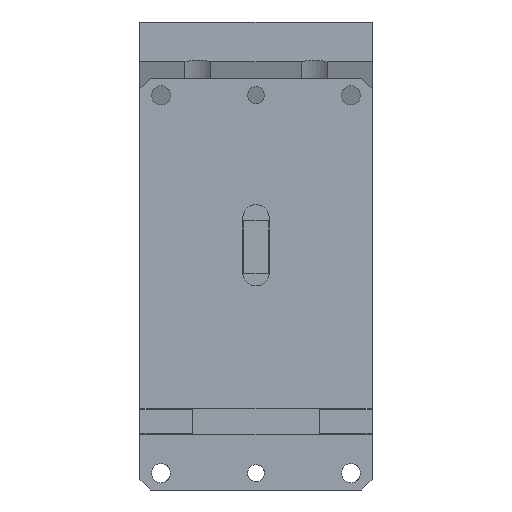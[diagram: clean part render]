
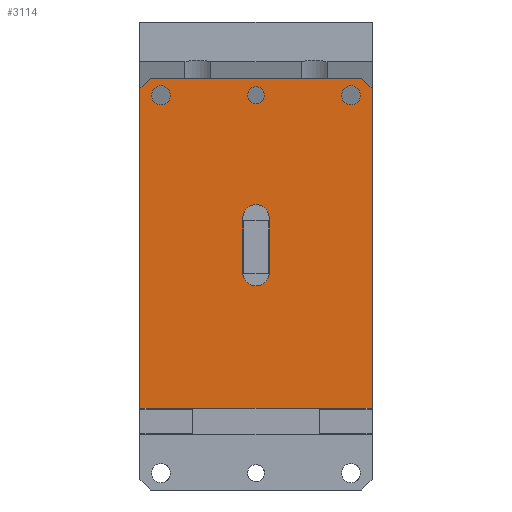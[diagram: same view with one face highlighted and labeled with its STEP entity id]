
A CAD part, front view. The second image highlights one B-rep face of the part: STEP entity #3114.
In plain terms, the highlighted planar face has unit normal (0, -1, 0).
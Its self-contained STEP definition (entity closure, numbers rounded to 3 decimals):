
#709=CARTESIAN_POINT('Vertex',(110.,-148.785,-347.148)) ;
#714=CARTESIAN_POINT('Line Origine',(85.,-148.785,-347.148)) ;
#718=CARTESIAN_POINT('Vertex',(60.,-148.785,-347.148)) ;
#878=CARTESIAN_POINT('Line Origine',(0.,-148.785,-347.148)) ;
#882=CARTESIAN_POINT('Vertex',(-60.,-148.785,-347.148)) ;
#902=CARTESIAN_POINT('Line Origine',(-12.419,-148.785,-220.648)) ;
#906=CARTESIAN_POINT('Vertex',(-12.5,-148.785,-220.648)) ;
#908=CARTESIAN_POINT('Vertex',(-12.339,-148.785,-220.648)) ;
#942=CARTESIAN_POINT('Axis2P3D Location',(0.,-148.785,-218.648)) ;
#946=CARTESIAN_POINT('Vertex',(12.339,-148.785,-220.648)) ;
#975=CARTESIAN_POINT('Line Origine',(12.419,-148.785,-220.648)) ;
#979=CARTESIAN_POINT('Vertex',(12.5,-148.785,-220.648)) ;
#1005=CARTESIAN_POINT('Vertex',(12.5,-148.785,-219.648)) ;
#1013=CARTESIAN_POINT('Line Origine',(12.5,-148.785,-220.148)) ;
#1031=CARTESIAN_POINT('Vertex',(12.5,-148.785,-169.648)) ;
#1034=CARTESIAN_POINT('Line Origine',(12.5,-148.785,-168.148)) ;
#1038=CARTESIAN_POINT('Vertex',(12.5,-148.785,-166.648)) ;
#1072=CARTESIAN_POINT('Axis2P3D Location',(0.,-148.785,-166.648)) ;
#1076=CARTESIAN_POINT('Vertex',(0.,-148.785,-154.148)) ;
#1096=CARTESIAN_POINT('Axis2P3D Location',(0.,-148.785,-166.648)) ;
#1100=CARTESIAN_POINT('Vertex',(-12.5,-148.785,-166.648)) ;
#1133=CARTESIAN_POINT('Vertex',(-12.5,-148.785,-169.648)) ;
#1141=CARTESIAN_POINT('Line Origine',(-12.5,-148.785,-168.148)) ;
#1173=CARTESIAN_POINT('Line Origine',(-12.5,-148.785,-194.648)) ;
#1177=CARTESIAN_POINT('Vertex',(-12.5,-148.785,-219.648)) ;
#1206=CARTESIAN_POINT('Line Origine',(12.5,-148.785,-194.648)) ;
#1367=CARTESIAN_POINT('Line Origine',(-12.5,-148.785,-220.148)) ;
#2390=CARTESIAN_POINT('Line Origine',(-105.,-148.785,-39.648)) ;
#2394=CARTESIAN_POINT('Vertex',(-110.,-148.785,-44.648)) ;
#2396=CARTESIAN_POINT('Vertex',(-100.,-148.785,-34.648)) ;
#2436=CARTESIAN_POINT('Vertex',(100.,-148.785,-34.648)) ;
#2444=CARTESIAN_POINT('Line Origine',(0.,-148.785,-34.648)) ;
#2461=CARTESIAN_POINT('Line Origine',(105.,-148.785,-39.648)) ;
#2465=CARTESIAN_POINT('Vertex',(110.,-148.785,-44.648)) ;
#2498=CARTESIAN_POINT('Vertex',(0.,-148.785,-42.648)) ;
#2512=CARTESIAN_POINT('Vertex',(0.,-148.785,-58.648)) ;
#2515=CARTESIAN_POINT('Axis2P3D Location',(0.,-148.785,-50.648)) ;
#2537=CARTESIAN_POINT('Axis2P3D Location',(0.,-148.785,-50.648)) ;
#2672=CARTESIAN_POINT('Vertex',(-90.,-148.785,-41.648)) ;
#2686=CARTESIAN_POINT('Vertex',(-90.,-148.785,-59.648)) ;
#2689=CARTESIAN_POINT('Axis2P3D Location',(-90.,-148.785,-50.648)) ;
#2711=CARTESIAN_POINT('Axis2P3D Location',(-90.,-148.785,-50.648)) ;
#2992=CARTESIAN_POINT('Vertex',(90.,-148.785,-41.648)) ;
#3006=CARTESIAN_POINT('Vertex',(90.,-148.785,-59.648)) ;
#3009=CARTESIAN_POINT('Axis2P3D Location',(90.,-148.785,-50.648)) ;
#3045=CARTESIAN_POINT('Axis2P3D Location',(90.,-148.785,-50.648)) ;
#3057=CARTESIAN_POINT('Axis2P3D Location',(110.,-148.785,-34.648)) ;
#3062=CARTESIAN_POINT('Line Origine',(-110.,-148.785,-195.898)) ;
#3066=CARTESIAN_POINT('Vertex',(-110.,-148.785,-347.148)) ;
#3069=CARTESIAN_POINT('Line Origine',(-85.,-148.785,-347.148)) ;
#3074=CARTESIAN_POINT('Line Origine',(110.,-148.785,-195.898)) ;
#715=DIRECTION('Vector Direction',(-1.,0.,0.)) ;
#879=DIRECTION('Vector Direction',(-1.,0.,0.)) ;
#903=DIRECTION('Vector Direction',(1.,0.,0.)) ;
#943=DIRECTION('Axis2P3D Direction',(0.,-1.,0.)) ;
#976=DIRECTION('Vector Direction',(1.,0.,0.)) ;
#1014=DIRECTION('Vector Direction',(0.,0.,1.)) ;
#1035=DIRECTION('Vector Direction',(0.,0.,1.)) ;
#1073=DIRECTION('Axis2P3D Direction',(0.,-1.,0.)) ;
#1097=DIRECTION('Axis2P3D Direction',(0.,-1.,0.)) ;
#1142=DIRECTION('Vector Direction',(0.,0.,-1.)) ;
#1174=DIRECTION('Vector Direction',(0.,0.,-1.)) ;
#1207=DIRECTION('Vector Direction',(0.,0.,1.)) ;
#1368=DIRECTION('Vector Direction',(0.,0.,-1.)) ;
#2391=DIRECTION('Vector Direction',(0.707,0.,0.707)) ;
#2445=DIRECTION('Vector Direction',(1.,0.,0.)) ;
#2462=DIRECTION('Vector Direction',(0.707,0.,-0.707)) ;
#2516=DIRECTION('Axis2P3D Direction',(0.,-1.,0.)) ;
#2538=DIRECTION('Axis2P3D Direction',(0.,-1.,0.)) ;
#2690=DIRECTION('Axis2P3D Direction',(0.,-1.,0.)) ;
#2712=DIRECTION('Axis2P3D Direction',(0.,-1.,0.)) ;
#3010=DIRECTION('Axis2P3D Direction',(0.,-1.,0.)) ;
#3046=DIRECTION('Axis2P3D Direction',(0.,-1.,0.)) ;
#3058=DIRECTION('Axis2P3D Direction',(0.,1.,0.)) ;
#3059=DIRECTION('Axis2P3D XDirection',(0.,0.,1.)) ;
#3063=DIRECTION('Vector Direction',(0.,0.,-1.)) ;
#3070=DIRECTION('Vector Direction',(-1.,0.,0.)) ;
#3075=DIRECTION('Vector Direction',(0.,0.,-1.)) ;
#944=AXIS2_PLACEMENT_3D('Circle Axis2P3D',#942,#943,$) ;
#1074=AXIS2_PLACEMENT_3D('Circle Axis2P3D',#1072,#1073,$) ;
#1098=AXIS2_PLACEMENT_3D('Circle Axis2P3D',#1096,#1097,$) ;
#2517=AXIS2_PLACEMENT_3D('Circle Axis2P3D',#2515,#2516,$) ;
#2539=AXIS2_PLACEMENT_3D('Circle Axis2P3D',#2537,#2538,$) ;
#2691=AXIS2_PLACEMENT_3D('Circle Axis2P3D',#2689,#2690,$) ;
#2713=AXIS2_PLACEMENT_3D('Circle Axis2P3D',#2711,#2712,$) ;
#3011=AXIS2_PLACEMENT_3D('Circle Axis2P3D',#3009,#3010,$) ;
#3047=AXIS2_PLACEMENT_3D('Circle Axis2P3D',#3045,#3046,$) ;
#3060=AXIS2_PLACEMENT_3D('Plane Axis2P3D',#3057,#3058,#3059) ;
#3080=ORIENTED_EDGE('',*,*,#2448,.F.) ;
#3081=ORIENTED_EDGE('',*,*,#2398,.F.) ;
#3082=ORIENTED_EDGE('',*,*,#3068,.T.) ;
#3083=ORIENTED_EDGE('',*,*,#3073,.T.) ;
#3084=ORIENTED_EDGE('',*,*,#884,.T.) ;
#3085=ORIENTED_EDGE('',*,*,#720,.T.) ;
#3086=ORIENTED_EDGE('',*,*,#3078,.F.) ;
#3087=ORIENTED_EDGE('',*,*,#2467,.F.) ;
#3090=ORIENTED_EDGE('',*,*,#1371,.F.) ;
#3091=ORIENTED_EDGE('',*,*,#1179,.F.) ;
#3092=ORIENTED_EDGE('',*,*,#1145,.F.) ;
#3093=ORIENTED_EDGE('',*,*,#1102,.F.) ;
#3094=ORIENTED_EDGE('',*,*,#1078,.F.) ;
#3095=ORIENTED_EDGE('',*,*,#1040,.F.) ;
#3096=ORIENTED_EDGE('',*,*,#1210,.F.) ;
#3097=ORIENTED_EDGE('',*,*,#1017,.F.) ;
#3098=ORIENTED_EDGE('',*,*,#981,.F.) ;
#3099=ORIENTED_EDGE('',*,*,#948,.T.) ;
#3100=ORIENTED_EDGE('',*,*,#910,.F.) ;
#3103=ORIENTED_EDGE('',*,*,#2715,.F.) ;
#3104=ORIENTED_EDGE('',*,*,#2693,.F.) ;
#3107=ORIENTED_EDGE('',*,*,#2541,.F.) ;
#3108=ORIENTED_EDGE('',*,*,#2519,.F.) ;
#3111=ORIENTED_EDGE('',*,*,#3049,.F.) ;
#3112=ORIENTED_EDGE('',*,*,#3013,.F.) ;
#3101=FACE_BOUND('',#3089,.T.) ;
#3105=FACE_BOUND('',#3102,.T.) ;
#3109=FACE_BOUND('',#3106,.T.) ;
#3113=FACE_BOUND('',#3110,.T.) ;
#716=VECTOR('Line Direction',#715,1.) ;
#880=VECTOR('Line Direction',#879,1.) ;
#904=VECTOR('Line Direction',#903,1.) ;
#977=VECTOR('Line Direction',#976,1.) ;
#1015=VECTOR('Line Direction',#1014,1.) ;
#1036=VECTOR('Line Direction',#1035,1.) ;
#1143=VECTOR('Line Direction',#1142,1.) ;
#1175=VECTOR('Line Direction',#1174,1.) ;
#1208=VECTOR('Line Direction',#1207,1.) ;
#1369=VECTOR('Line Direction',#1368,1.) ;
#2392=VECTOR('Line Direction',#2391,1.) ;
#2446=VECTOR('Line Direction',#2445,1.) ;
#2463=VECTOR('Line Direction',#2462,1.) ;
#3064=VECTOR('Line Direction',#3063,1.) ;
#3071=VECTOR('Line Direction',#3070,1.) ;
#3076=VECTOR('Line Direction',#3075,1.) ;
#3114=ADVANCED_FACE('CAM HOLDER',(#3088,#3101,#3105,#3109,#3113),#3061,.F.) ;
#945=CIRCLE('generated circle',#944,12.5) ;
#1075=CIRCLE('generated circle',#1074,12.5) ;
#1099=CIRCLE('generated circle',#1098,12.5) ;
#2518=CIRCLE('generated circle',#2517,8.) ;
#2540=CIRCLE('generated circle',#2539,8.) ;
#2692=CIRCLE('generated circle',#2691,9.) ;
#2714=CIRCLE('generated circle',#2713,9.) ;
#3012=CIRCLE('generated circle',#3011,9.) ;
#3048=CIRCLE('generated circle',#3047,9.) ;
#720=EDGE_CURVE('',#719,#710,#717,.F.) ;
#884=EDGE_CURVE('',#883,#719,#881,.F.) ;
#910=EDGE_CURVE('',#907,#909,#905,.T.) ;
#948=EDGE_CURVE('',#947,#909,#945,.F.) ;
#981=EDGE_CURVE('',#947,#980,#978,.T.) ;
#1017=EDGE_CURVE('',#980,#1006,#1016,.T.) ;
#1040=EDGE_CURVE('',#1032,#1039,#1037,.T.) ;
#1078=EDGE_CURVE('',#1039,#1077,#1075,.T.) ;
#1102=EDGE_CURVE('',#1077,#1101,#1099,.T.) ;
#1145=EDGE_CURVE('',#1101,#1134,#1144,.T.) ;
#1179=EDGE_CURVE('',#1134,#1178,#1176,.T.) ;
#1210=EDGE_CURVE('',#1006,#1032,#1209,.T.) ;
#1371=EDGE_CURVE('',#1178,#907,#1370,.T.) ;
#2398=EDGE_CURVE('',#2395,#2397,#2393,.T.) ;
#2448=EDGE_CURVE('',#2397,#2437,#2447,.T.) ;
#2467=EDGE_CURVE('',#2437,#2466,#2464,.T.) ;
#2519=EDGE_CURVE('',#2513,#2499,#2518,.T.) ;
#2541=EDGE_CURVE('',#2499,#2513,#2540,.T.) ;
#2693=EDGE_CURVE('',#2687,#2673,#2692,.T.) ;
#2715=EDGE_CURVE('',#2673,#2687,#2714,.T.) ;
#3013=EDGE_CURVE('',#3007,#2993,#3012,.T.) ;
#3049=EDGE_CURVE('',#2993,#3007,#3048,.T.) ;
#3068=EDGE_CURVE('',#2395,#3067,#3065,.T.) ;
#3073=EDGE_CURVE('',#3067,#883,#3072,.F.) ;
#3078=EDGE_CURVE('',#2466,#710,#3077,.T.) ;
#3079=EDGE_LOOP('',(#3080,#3081,#3082,#3083,#3084,#3085,#3086,#3087)) ;
#3089=EDGE_LOOP('',(#3090,#3091,#3092,#3093,#3094,#3095,#3096,#3097,#3098,#3099,#3100)) ;
#3102=EDGE_LOOP('',(#3103,#3104)) ;
#3106=EDGE_LOOP('',(#3107,#3108)) ;
#3110=EDGE_LOOP('',(#3111,#3112)) ;
#3088=FACE_OUTER_BOUND('',#3079,.T.) ;
#717=LINE('Line',#714,#716) ;
#881=LINE('Line',#878,#880) ;
#905=LINE('Line',#902,#904) ;
#978=LINE('Line',#975,#977) ;
#1016=LINE('Line',#1013,#1015) ;
#1037=LINE('Line',#1034,#1036) ;
#1144=LINE('Line',#1141,#1143) ;
#1176=LINE('Line',#1173,#1175) ;
#1209=LINE('Line',#1206,#1208) ;
#1370=LINE('Line',#1367,#1369) ;
#2393=LINE('Line',#2390,#2392) ;
#2447=LINE('Line',#2444,#2446) ;
#2464=LINE('Line',#2461,#2463) ;
#3065=LINE('Line',#3062,#3064) ;
#3072=LINE('Line',#3069,#3071) ;
#3077=LINE('Line',#3074,#3076) ;
#3061=PLANE('Plane',#3060) ;
#710=VERTEX_POINT('',#709) ;
#719=VERTEX_POINT('',#718) ;
#883=VERTEX_POINT('',#882) ;
#907=VERTEX_POINT('',#906) ;
#909=VERTEX_POINT('',#908) ;
#947=VERTEX_POINT('',#946) ;
#980=VERTEX_POINT('',#979) ;
#1006=VERTEX_POINT('',#1005) ;
#1032=VERTEX_POINT('',#1031) ;
#1039=VERTEX_POINT('',#1038) ;
#1077=VERTEX_POINT('',#1076) ;
#1101=VERTEX_POINT('',#1100) ;
#1134=VERTEX_POINT('',#1133) ;
#1178=VERTEX_POINT('',#1177) ;
#2395=VERTEX_POINT('',#2394) ;
#2397=VERTEX_POINT('',#2396) ;
#2437=VERTEX_POINT('',#2436) ;
#2466=VERTEX_POINT('',#2465) ;
#2499=VERTEX_POINT('',#2498) ;
#2513=VERTEX_POINT('',#2512) ;
#2673=VERTEX_POINT('',#2672) ;
#2687=VERTEX_POINT('',#2686) ;
#2993=VERTEX_POINT('',#2992) ;
#3007=VERTEX_POINT('',#3006) ;
#3067=VERTEX_POINT('',#3066) ;
